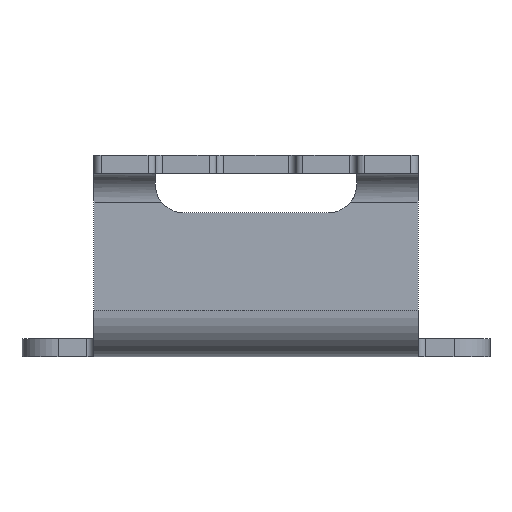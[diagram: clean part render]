
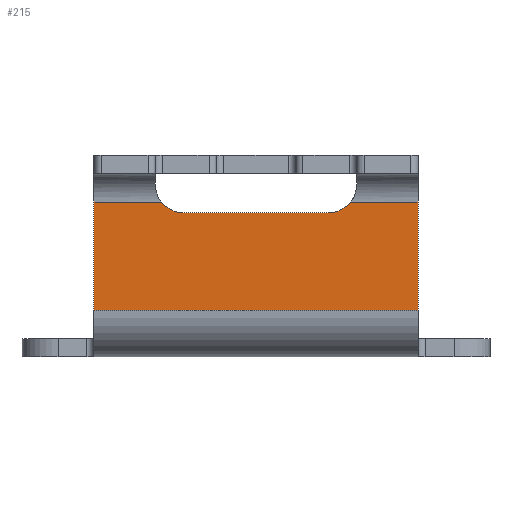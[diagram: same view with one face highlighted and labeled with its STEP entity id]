
A CAD part, front view. The second image highlights one B-rep face of the part: STEP entity #215.
In plain terms, the highlighted planar face has unit normal (0, -1, 0).
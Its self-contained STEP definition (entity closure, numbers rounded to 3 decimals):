
#215 = ADVANCED_FACE( '', ( #450 ), #451, .F. );
#450 = FACE_OUTER_BOUND( '', #709, .T. );
#451 = PLANE( '', #710 );
#709 = EDGE_LOOP( '', ( #1313, #1314, #1315, #1316, #1317, #1318, #1319, #1320 ) );
#710 = AXIS2_PLACEMENT_3D( '', #1321, #1322, #1323 );
#1313 = ORIENTED_EDGE( '', *, *, #1738, .T. );
#1314 = ORIENTED_EDGE( '', *, *, #1788, .T. );
#1315 = ORIENTED_EDGE( '', *, *, #1777, .T. );
#1316 = ORIENTED_EDGE( '', *, *, #1597, .T. );
#1317 = ORIENTED_EDGE( '', *, *, #1804, .F. );
#1318 = ORIENTED_EDGE( '', *, *, #1612, .T. );
#1319 = ORIENTED_EDGE( '', *, *, #1743, .T. );
#1320 = ORIENTED_EDGE( '', *, *, #1690, .T. );
#1321 = CARTESIAN_POINT( '', ( 35., 28.5, -6.5 ) );
#1322 = DIRECTION( '', ( 0., 1., 0. ) );
#1323 = DIRECTION( '', ( 0., 0., 1. ) );
#1597 = EDGE_CURVE( '', #1942, #1940, #1943, .T. );
#1612 = EDGE_CURVE( '', #1969, #1967, #1970, .T. );
#1690 = EDGE_CURVE( '', #2095, #2093, #2096, .T. );
#1738 = EDGE_CURVE( '', #2093, #2167, #2169, .T. );
#1743 = EDGE_CURVE( '', #1967, #2095, #2174, .T. );
#1777 = EDGE_CURVE( '', #2221, #1942, #2224, .T. );
#1788 = EDGE_CURVE( '', #2167, #2221, #2239, .T. );
#1804 = EDGE_CURVE( '', #1969, #1940, #2255, .T. );
#1940 = VERTEX_POINT( '', #2422 );
#1942 = VERTEX_POINT( '', #2424 );
#1943 = LINE( '', #2425, #2426 );
#1967 = VERTEX_POINT( '', #2457 );
#1969 = VERTEX_POINT( '', #2459 );
#1970 = LINE( '', #2460, #2461 );
#2093 = VERTEX_POINT( '', #2626 );
#2095 = VERTEX_POINT( '', #2629 );
#2096 = CIRCLE( '', #2630, 4. );
#2167 = VERTEX_POINT( '', #2751 );
#2169 = LINE( '', #2754, #2755 );
#2174 = LINE( '', #2760, #2761 );
#2221 = VERTEX_POINT( '', #2826 );
#2224 = LINE( '', #2838, #2839 );
#2239 = CIRCLE( '', #2860, 4. );
#2255 = LINE( '', #2879, #2880 );
#2422 = CARTESIAN_POINT( '', ( -22.5, 28.5, -21.5 ) );
#2424 = CARTESIAN_POINT( '', ( -22.5, 28.5, -6.5 ) );
#2425 = CARTESIAN_POINT( '', ( -22.5, 28.5, -28. ) );
#2426 = VECTOR( '', #2996, 1000. );
#2457 = CARTESIAN_POINT( '', ( 22.5, 28.5, -6.5 ) );
#2459 = CARTESIAN_POINT( '', ( 22.5, 28.5, -21.5 ) );
#2460 = CARTESIAN_POINT( '', ( 22.5, 28.5, -28. ) );
#2461 = VECTOR( '', #3019, 1000. );
#2626 = CARTESIAN_POINT( '', ( 10., 28.5, -8. ) );
#2629 = CARTESIAN_POINT( '', ( 13.122, 28.5, -6.5 ) );
#2630 = AXIS2_PLACEMENT_3D( '', #3120, #3121, #3122 );
#2751 = CARTESIAN_POINT( '', ( -10., 28.5, -8. ) );
#2754 = CARTESIAN_POINT( '', ( 35., 28.5, -8. ) );
#2755 = VECTOR( '', #3180, 1000. );
#2760 = CARTESIAN_POINT( '', ( 35., 28.5, -6.5 ) );
#2761 = VECTOR( '', #3187, 1000. );
#2826 = CARTESIAN_POINT( '', ( -13.122, 28.5, -6.5 ) );
#2838 = CARTESIAN_POINT( '', ( 35., 28.5, -6.5 ) );
#2839 = VECTOR( '', #3221, 1000. );
#2860 = AXIS2_PLACEMENT_3D( '', #3231, #3232, #3233 );
#2879 = CARTESIAN_POINT( '', ( 35., 28.5, -21.5 ) );
#2880 = VECTOR( '', #3255, 1000. );
#2996 = DIRECTION( '', ( 0., 0., -1. ) );
#3019 = DIRECTION( '', ( 0., 0., 1. ) );
#3120 = CARTESIAN_POINT( '', ( 10., 28.5, -4. ) );
#3121 = DIRECTION( '', ( 0., 1., 0. ) );
#3122 = DIRECTION( '', ( 0., 0., 1. ) );
#3180 = DIRECTION( '', ( -1., 0., 0. ) );
#3187 = DIRECTION( '', ( -1., 0., 0. ) );
#3221 = DIRECTION( '', ( -1., 0., 0. ) );
#3231 = CARTESIAN_POINT( '', ( -10., 28.5, -4. ) );
#3232 = DIRECTION( '', ( 0., 1., 0. ) );
#3233 = DIRECTION( '', ( 0., 0., 1. ) );
#3255 = DIRECTION( '', ( -1., 0., 0. ) );
